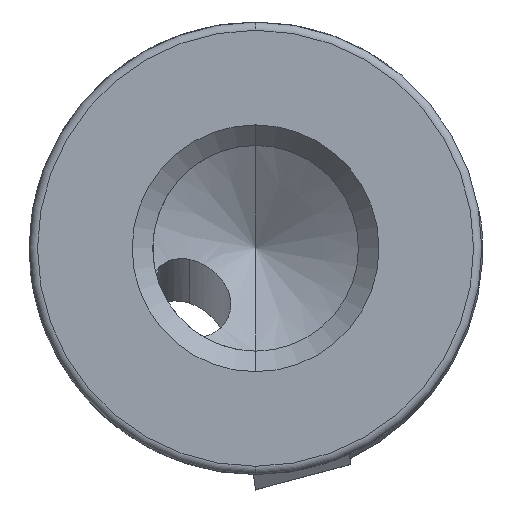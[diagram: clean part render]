
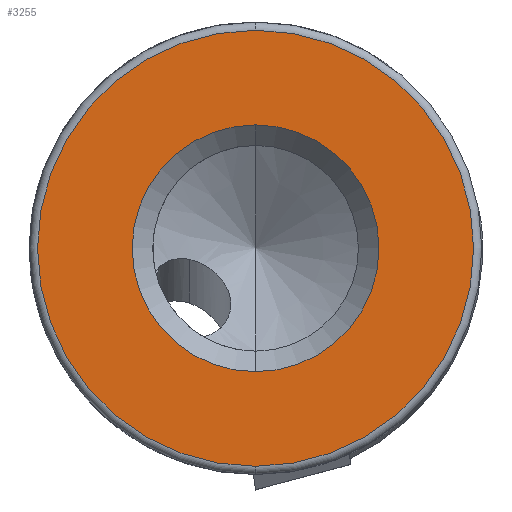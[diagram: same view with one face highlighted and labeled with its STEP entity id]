
A CAD part, left-side view. The second image highlights one B-rep face of the part: STEP entity #3255.
In plain terms, the highlighted planar face has unit normal (-1, 0, 0).
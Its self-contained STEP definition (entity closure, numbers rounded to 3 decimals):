
#98 = CARTESIAN_POINT ( 'NONE',  ( -23., 0., 11.175 ) ) ;
#224 = DIRECTION ( 'NONE',  ( -1., 0., 0. ) ) ;
#357 = EDGE_CURVE ( 'NONE', #2571, #2665, #2484, .T. ) ;
#686 = AXIS2_PLACEMENT_3D ( 'NONE', #2916, #838, #3268 ) ;
#710 = VERTEX_POINT ( 'NONE', #3189 ) ;
#790 = CARTESIAN_POINT ( 'NONE',  ( -23., 0., 8.875 ) ) ;
#838 = DIRECTION ( 'NONE',  ( -1., 0., 0. ) ) ;
#873 = DIRECTION ( 'NONE',  ( -1., 0., 0. ) ) ;
#876 = CARTESIAN_POINT ( 'NONE',  ( -23., 0., 0.375 ) ) ;
#931 = ORIENTED_EDGE ( 'NONE', *, *, #1492, .F. ) ;
#969 = EDGE_LOOP ( 'NONE', ( #3346, #2174 ) ) ;
#1020 = VERTEX_POINT ( 'NONE', #790 ) ;
#1229 = DIRECTION ( 'NONE',  ( 0., 0., -1. ) ) ;
#1409 = CIRCLE ( 'NONE', #1606, 3. ) ;
#1421 = EDGE_CURVE ( 'NONE', #2665, #2571, #1626, .T. ) ;
#1492 = EDGE_CURVE ( 'NONE', #1020, #710, #1409, .T. ) ;
#1606 = AXIS2_PLACEMENT_3D ( 'NONE', #2946, #873, #3299 ) ;
#1626 = CIRCLE ( 'NONE', #686, 5.3 ) ;
#1852 = AXIS2_PLACEMENT_3D ( 'NONE', #1875, #3946, #4311 ) ;
#1875 = CARTESIAN_POINT ( 'NONE',  ( -23., 0., 5.875 ) ) ;
#2050 = EDGE_LOOP ( 'NONE', ( #931, #2635 ) ) ;
#2104 = FACE_OUTER_BOUND ( 'NONE', #969, .T. ) ;
#2174 = ORIENTED_EDGE ( 'NONE', *, *, #357, .T. ) ;
#2288 = CARTESIAN_POINT ( 'NONE',  ( -23., 0., 5.875 ) ) ;
#2408 = AXIS2_PLACEMENT_3D ( 'NONE', #876, #3303, #1229 ) ;
#2484 = CIRCLE ( 'NONE', #1852, 5.3 ) ;
#2571 = VERTEX_POINT ( 'NONE', #98 ) ;
#2619 = DIRECTION ( 'NONE',  ( 0., 0., 1. ) ) ;
#2635 = ORIENTED_EDGE ( 'NONE', *, *, #2851, .F. ) ;
#2665 = VERTEX_POINT ( 'NONE', #3126 ) ;
#2851 = EDGE_CURVE ( 'NONE', #710, #1020, #3222, .T. ) ;
#2916 = CARTESIAN_POINT ( 'NONE',  ( -23., 0., 5.875 ) ) ;
#2946 = CARTESIAN_POINT ( 'NONE',  ( -23., 0., 5.875 ) ) ;
#3014 = FACE_BOUND ( 'NONE', #2050, .T. ) ;
#3126 = CARTESIAN_POINT ( 'NONE',  ( -23., 0., 0.575 ) ) ;
#3189 = CARTESIAN_POINT ( 'NONE',  ( -23., 0., 2.875 ) ) ;
#3222 = CIRCLE ( 'NONE', #3733, 3. ) ;
#3255 = ADVANCED_FACE ( 'NONE', ( #2104, #3014 ), #3636, .F. ) ;
#3268 = DIRECTION ( 'NONE',  ( 0., 0., -1. ) ) ;
#3299 = DIRECTION ( 'NONE',  ( 0., 0., 1. ) ) ;
#3303 = DIRECTION ( 'NONE',  ( 1., 0., 0. ) ) ;
#3346 = ORIENTED_EDGE ( 'NONE', *, *, #1421, .T. ) ;
#3636 = PLANE ( 'NONE',  #2408 ) ;
#3733 = AXIS2_PLACEMENT_3D ( 'NONE', #2288, #224, #2619 ) ;
#3946 = DIRECTION ( 'NONE',  ( -1., 0., 0. ) ) ;
#4311 = DIRECTION ( 'NONE',  ( 0., 0., -1. ) ) ;
